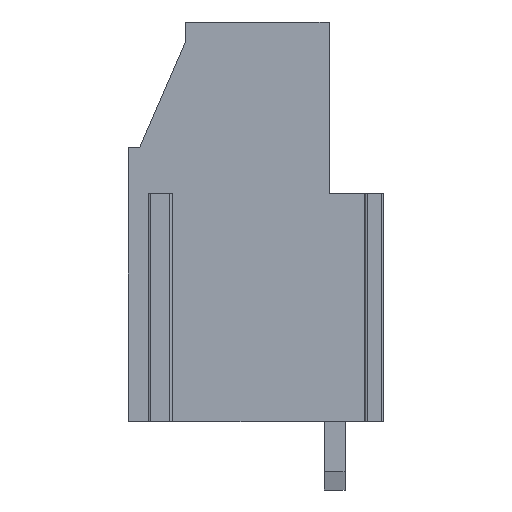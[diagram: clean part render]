
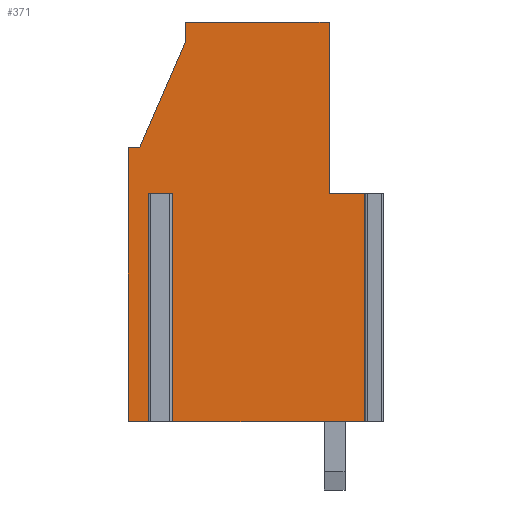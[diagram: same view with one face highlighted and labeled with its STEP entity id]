
A CAD part, front view. The second image highlights one B-rep face of the part: STEP entity #371.
In plain terms, the highlighted planar face has unit normal (0, -1, 0).
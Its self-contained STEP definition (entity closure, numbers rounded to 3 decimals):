
#371 = ADVANCED_FACE( '', ( #863 ), #864, .T. );
#863 = FACE_OUTER_BOUND( '', #1494, .T. );
#864 = PLANE( '', #1495 );
#1494 = EDGE_LOOP( '', ( #2423, #2424, #2425, #2426, #2427, #2428, #2429, #2430, #2431, #2432, #2433, #2434, #2435 ) );
#1495 = AXIS2_PLACEMENT_3D( '', #2436, #2437, #2438 );
#2423 = ORIENTED_EDGE( '', *, *, #4236, .F. );
#2424 = ORIENTED_EDGE( '', *, *, #4237, .F. );
#2425 = ORIENTED_EDGE( '', *, *, #4238, .T. );
#2426 = ORIENTED_EDGE( '', *, *, #3960, .F. );
#2427 = ORIENTED_EDGE( '', *, *, #4239, .F. );
#2428 = ORIENTED_EDGE( '', *, *, #4240, .F. );
#2429 = ORIENTED_EDGE( '', *, *, #4241, .F. );
#2430 = ORIENTED_EDGE( '', *, *, #4242, .F. );
#2431 = ORIENTED_EDGE( '', *, *, #4243, .T. );
#2432 = ORIENTED_EDGE( '', *, *, #4158, .F. );
#2433 = ORIENTED_EDGE( '', *, *, #4244, .T. );
#2434 = ORIENTED_EDGE( '', *, *, #4245, .F. );
#2435 = ORIENTED_EDGE( '', *, *, #4246, .F. );
#2436 = CARTESIAN_POINT( '', ( 5.386, -2.5, 7.63 ) );
#2437 = DIRECTION( '', ( 0., -1., 0. ) );
#2438 = DIRECTION( '', ( 0., 0., -1. ) );
#3960 = EDGE_CURVE( '', #4743, #4745, #4746, .T. );
#4158 = EDGE_CURVE( '', #5098, #5099, #5100, .T. );
#4236 = EDGE_CURVE( '', #5230, #5231, #5232, .T. );
#4237 = EDGE_CURVE( '', #5233, #5230, #5234, .T. );
#4238 = EDGE_CURVE( '', #5233, #4745, #5235, .T. );
#4239 = EDGE_CURVE( '', #5236, #4743, #5237, .T. );
#4240 = EDGE_CURVE( '', #5238, #5236, #5239, .T. );
#4241 = EDGE_CURVE( '', #5240, #5238, #5241, .T. );
#4242 = EDGE_CURVE( '', #5242, #5240, #5243, .T. );
#4243 = EDGE_CURVE( '', #5242, #5099, #5244, .T. );
#4244 = EDGE_CURVE( '', #5098, #5245, #5246, .T. );
#4245 = EDGE_CURVE( '', #5247, #5245, #5248, .T. );
#4246 = EDGE_CURVE( '', #5231, #5247, #5249, .T. );
#4743 = VERTEX_POINT( '', #5907 );
#4745 = VERTEX_POINT( '', #5909 );
#4746 = LINE( '', #5910, #5911 );
#5098 = VERTEX_POINT( '', #6417 );
#5099 = VERTEX_POINT( '', #6418 );
#5100 = LINE( '', #6419, #6420 );
#5230 = VERTEX_POINT( '', #6611 );
#5231 = VERTEX_POINT( '', #6612 );
#5232 = LINE( '', #6613, #6614 );
#5233 = VERTEX_POINT( '', #6615 );
#5234 = LINE( '', #6616, #6617 );
#5235 = LINE( '', #6618, #6619 );
#5236 = VERTEX_POINT( '', #6620 );
#5237 = LINE( '', #6621, #6622 );
#5238 = VERTEX_POINT( '', #6623 );
#5239 = LINE( '', #6624, #6625 );
#5240 = VERTEX_POINT( '', #6626 );
#5241 = LINE( '', #6627, #6628 );
#5242 = VERTEX_POINT( '', #6629 );
#5243 = LINE( '', #6630, #6631 );
#5244 = LINE( '', #6632, #6633 );
#5245 = VERTEX_POINT( '', #6634 );
#5246 = LINE( '', #6635, #6636 );
#5247 = VERTEX_POINT( '', #6637 );
#5248 = LINE( '', #6638, #6639 );
#5249 = LINE( '', #6640, #6641 );
#5907 = CARTESIAN_POINT( '', ( 1.827, -2.5, 0. ) );
#5909 = CARTESIAN_POINT( '', ( 1.827, -2.5, 10. ) );
#5910 = CARTESIAN_POINT( '', ( 1.827, -2.5, -0.8 ) );
#5911 = VECTOR( '', #7583, 1000. );
#6417 = CARTESIAN_POINT( '', ( 2.5, -2.5, 16.6 ) );
#6418 = CARTESIAN_POINT( '', ( 2.5, -2.5, 17.5 ) );
#6419 = CARTESIAN_POINT( '', ( 2.5, -2.5, -0.8 ) );
#6420 = VECTOR( '', #7777, 1000. );
#6611 = CARTESIAN_POINT( '', ( 0.973, -2.5, 0. ) );
#6612 = CARTESIAN_POINT( '', ( 0., -2.5, 0. ) );
#6613 = CARTESIAN_POINT( '', ( 5.35, -2.5, 0. ) );
#6614 = VECTOR( '', #7857, 1000. );
#6615 = CARTESIAN_POINT( '', ( 0.973, -2.5, 10. ) );
#6616 = CARTESIAN_POINT( '', ( 0.973, -2.5, -0.8 ) );
#6617 = VECTOR( '', #7858, 1000. );
#6618 = CARTESIAN_POINT( '', ( 5.35, -2.5, 10. ) );
#6619 = VECTOR( '', #7859, 1000. );
#6620 = CARTESIAN_POINT( '', ( 10.473, -2.5, 0. ) );
#6621 = CARTESIAN_POINT( '', ( 5.35, -2.5, 0. ) );
#6622 = VECTOR( '', #7860, 1000. );
#6623 = CARTESIAN_POINT( '', ( 10.473, -2.5, 10. ) );
#6624 = CARTESIAN_POINT( '', ( 10.473, -2.5, -0.8 ) );
#6625 = VECTOR( '', #7861, 1000. );
#6626 = CARTESIAN_POINT( '', ( 8.8, -2.5, 10. ) );
#6627 = CARTESIAN_POINT( '', ( 5.05, -2.5, 10. ) );
#6628 = VECTOR( '', #7862, 1000. );
#6629 = CARTESIAN_POINT( '', ( 8.8, -2.5, 17.5 ) );
#6630 = CARTESIAN_POINT( '', ( 8.8, -2.5, -0.8 ) );
#6631 = VECTOR( '', #7863, 1000. );
#6632 = CARTESIAN_POINT( '', ( 5.35, -2.5, 17.5 ) );
#6633 = VECTOR( '', #7864, 1000. );
#6634 = CARTESIAN_POINT( '', ( 0.5, -2.5, 12. ) );
#6635 = CARTESIAN_POINT( '', ( 2.577, -2.5, 16.778 ) );
#6636 = VECTOR( '', #7865, 1000. );
#6637 = CARTESIAN_POINT( '', ( 0., -2.5, 12. ) );
#6638 = CARTESIAN_POINT( '', ( 5.35, -2.5, 12. ) );
#6639 = VECTOR( '', #7866, 1000. );
#6640 = CARTESIAN_POINT( '', ( 0., -2.5, -0.8 ) );
#6641 = VECTOR( '', #7867, 1000. );
#7583 = DIRECTION( '', ( 0., 0., 1. ) );
#7777 = DIRECTION( '', ( 0., 0., 1. ) );
#7857 = DIRECTION( '', ( -1., 0., 0. ) );
#7858 = DIRECTION( '', ( 0., 0., -1. ) );
#7859 = DIRECTION( '', ( 1., 0., 0. ) );
#7860 = DIRECTION( '', ( -1., 0., 0. ) );
#7861 = DIRECTION( '', ( 0., 0., -1. ) );
#7862 = DIRECTION( '', ( 1., 0., 0. ) );
#7863 = DIRECTION( '', ( 0., 0., -1. ) );
#7864 = DIRECTION( '', ( -1., 0., 0. ) );
#7865 = DIRECTION( '', ( -0.399, 0., -0.917 ) );
#7866 = DIRECTION( '', ( 1., 0., 0. ) );
#7867 = DIRECTION( '', ( 0., 0., 1. ) );
